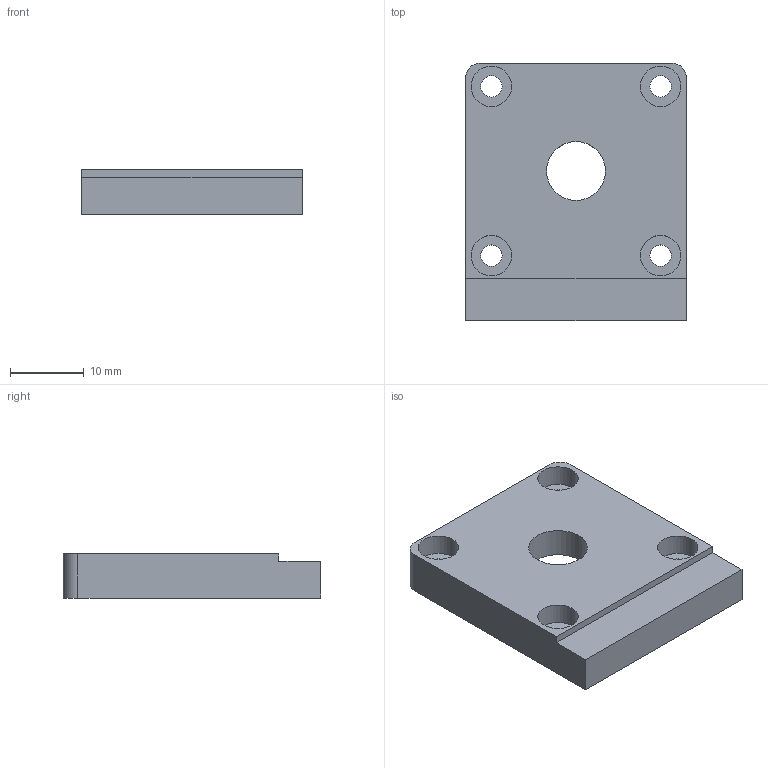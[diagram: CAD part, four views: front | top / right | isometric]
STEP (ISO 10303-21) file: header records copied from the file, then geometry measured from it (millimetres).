
FILE_DESCRIPTION(/* description */ (''),/* implementation_level */ '2;1');
FILE_NAME(/* name */ 'Wall_Front.ipt.step',/* time_stamp */ '2022-11-29T08:47:58+01:00',/* author */ ('diederichbenedict'),/* organization */ (''),/* preprocessor_version */ 'ST-DEVELOPER v18.1',/* originating_system */ 'Autodesk Inventor 2022',/* authorisation */ '');
FILE_SCHEMA (('AUTOMOTIVE_DESIGN { 1 0 10303 214 3 1 1 }'));
Length unit declared in the file: millimetre
Products named in the file (1): Wall_Front
Bounding box: 30 x 35 x 6 mm (x, y, z)
Volume: 4799.9 mm3; surface area: 3253.7 mm2
Topology: 1 solids, 1 shells, 25 faces, 54 edges, 36 vertices
Faces by surface type: plane 13, cylinder 12
Full cylindrical faces by diameter (mm): 2.9 x4, 5.5 x4, 8 x1, 22 x1
Entity records: 762 total; most frequent: DIRECTION 130, CARTESIAN_POINT 116, ORIENTED_EDGE 108, EDGE_CURVE 54, AXIS2_PLACEMENT_3D 50, EDGE_LOOP 40, VERTEX_POINT 36, LINE 30
